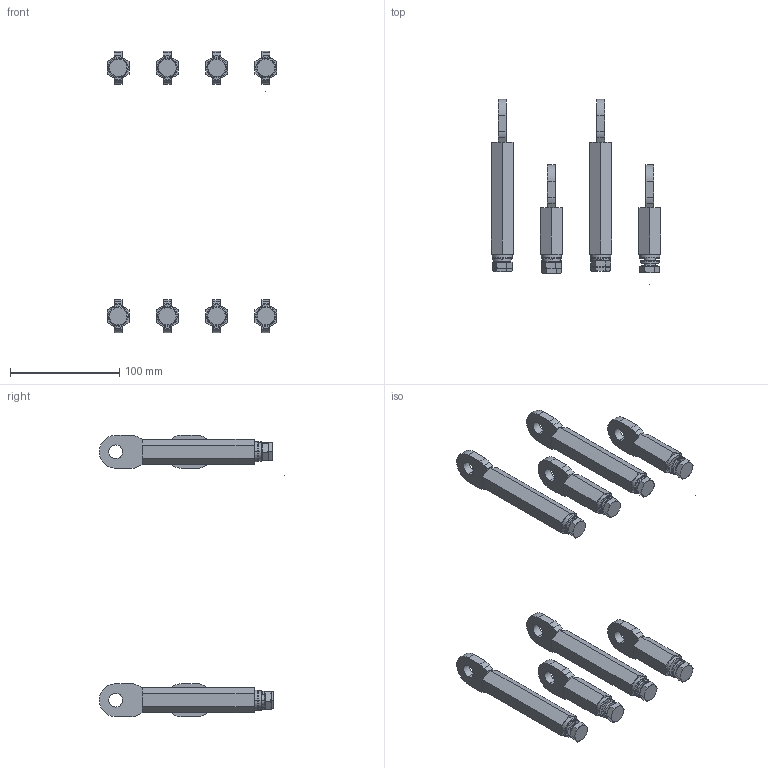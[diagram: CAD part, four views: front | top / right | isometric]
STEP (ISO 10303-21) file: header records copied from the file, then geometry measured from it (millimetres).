
FILE_DESCRIPTION((''),'2;1');
FILE_NAME('RCP23-M8_3P_ASM','2021-09-08T14:40:36',('zhxmin'),(''),'CREO PARAMETRIC BY PTC INC, 2018020','CREO PARAMETRIC BY PTC INC, 2018020','');
FILE_SCHEMA(('CONFIG_CONTROL_DESIGN','SHAPE_APPEARANCE_LAYERS_GROUPS'));
Length unit declared in the file: metre
Products named in the file (34): 8852003_QUILT_1-34576_1; 8852003_QUILT_1-35427_1; 8852003_QUILT_1-36278_1; 8852003_QUILT_1-37129_1; M3X14-GB78_SOLID_1-388540_QUI_1; 8852003_QUILT_1-393038_1; 8852003_QUILT_1-393429_1; M10X40-GB5783_SOLID_1-468240_1; D10-GB859-468954_1; D10-GB860-469104_1; M10X40-GB5783_SOLID_1-469198_1; D10-GB859-469912_1; D10-GB860-470062_1; M10X40-GB5783_SOLID_1-471114_1; D10-GB859-471828_1; D10-GB860-471978_1; M10X40-GB5783_SOLID_1-472072_1; D10-GB859-472786_1; D10-GB860-472936_1; M10X40-GB5783_SOLID_1-474896_1; D10-GB859-475610_1; D10-GB860-475760_1; NM8-630_-481335_1; NM8-630_-481897_1; NM8-630_-482459_1; NM8-630_-483021_1; PRT5013-483583_1; PRT5013-484145_1; NM8-630_3P_-1_ASM_1_ASM; NM8-630_0001_ASM_1_ASM; PINGDIAN; TANDIAN; LUOSHUAN; RCP23-M8_3P_ASM
Assembly tree (41 placements, depth 4):
  RCP23-M8_3P_ASM
    NM8-630_0001_ASM_1_ASM
      NM8-630_3P_-1_ASM_1_ASM
        8852003_QUILT_1-34576_1
        8852003_QUILT_1-35427_1
        8852003_QUILT_1-36278_1
        8852003_QUILT_1-37129_1
        M3X14-GB78_SOLID_1-388540_QUI_1
        8852003_QUILT_1-393038_1
        8852003_QUILT_1-393429_1
        M10X40-GB5783_SOLID_1-468240_1
        D10-GB859-468954_1
        D10-GB860-469104_1
        M10X40-GB5783_SOLID_1-469198_1
        D10-GB859-469912_1
        D10-GB860-470062_1
        M10X40-GB5783_SOLID_1-471114_1
        D10-GB859-471828_1
        D10-GB860-471978_1
        M10X40-GB5783_SOLID_1-472072_1
        D10-GB859-472786_1
        D10-GB860-472936_1
        M10X40-GB5783_SOLID_1-474896_1
        D10-GB859-475610_1
        D10-GB860-475760_1
        NM8-630_-481335_1
        NM8-630_-481897_1
        NM8-630_-482459_1
        NM8-630_-483021_1
        PRT5013-483583_1  x2
        PRT5013-484145_1  x2
    PINGDIAN  x3
    TANDIAN  x3
    LUOSHUAN  x3
Bounding box: 155 x 169.41 x 257 mm (x, y, z)
Volume: 287062 mm3; surface area: 98966.7 mm2
Topology: 32 solids, 39 shells, 597 faces, 1366 edges, 858 vertices
Faces by surface type: plane 337, cylinder 164, cone 96
Entity records: 15601 total; most frequent: CARTESIAN_POINT 2741, DIRECTION 2446, ORIENTED_EDGE 2042, EDGE_CURVE 1034, AXIS2_PLACEMENT_3D 953, VERTEX_POINT 650, VECTOR 540, LINE 540
